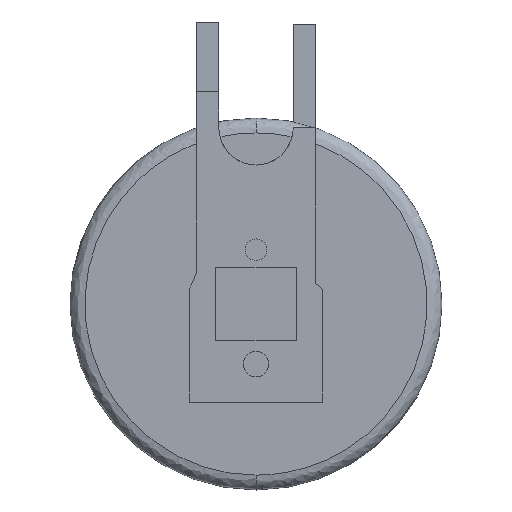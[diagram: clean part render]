
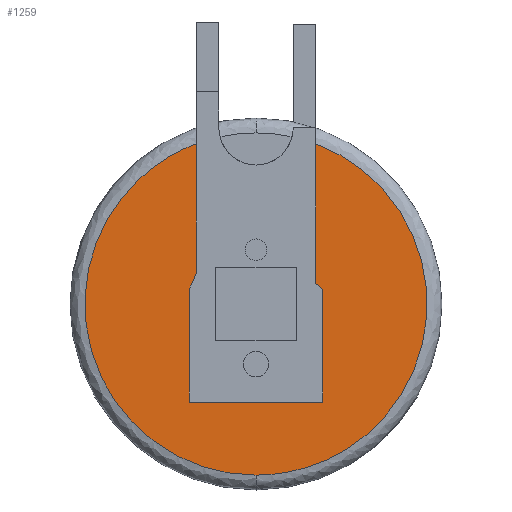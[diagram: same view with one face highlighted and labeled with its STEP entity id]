
A CAD part, front view. The second image highlights one B-rep face of the part: STEP entity #1259.
In plain terms, the highlighted planar face has unit normal (0, -1, 0).
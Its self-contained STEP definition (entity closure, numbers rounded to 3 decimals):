
#62 = ORIENTED_EDGE ( 'NONE', *, *, #2563, .F. ) ;
#64 = VERTEX_POINT ( 'NONE', #924 ) ;
#71 = CARTESIAN_POINT ( 'NONE',  ( -2., 0., 0. ) ) ;
#150 = LINE ( 'NONE', #162, #409 ) ;
#162 = CARTESIAN_POINT ( 'NONE',  ( 2.25, 0., 0.5 ) ) ;
#170 = CARTESIAN_POINT ( 'NONE',  ( -2.25, 0., 0. ) ) ;
#192 = DIRECTION ( 'NONE',  ( 1., 0., 0. ) ) ;
#199 = DIRECTION ( 'NONE',  ( 0., 0., 1. ) ) ;
#219 = EDGE_CURVE ( 'NONE', #2602, #2022, #578, .T. ) ;
#314 = VECTOR ( 'NONE', #499, 1000. ) ;
#341 = FACE_OUTER_BOUND ( 'NONE', #2480, .T. ) ;
#375 = CARTESIAN_POINT ( 'NONE',  ( 0., 0., -5.75 ) ) ;
#385 = LINE ( 'NONE', #170, #1505 ) ;
#409 = VECTOR ( 'NONE', #1141, 1000. ) ;
#411 = LINE ( 'NONE', #2012, #1128 ) ;
#499 = DIRECTION ( 'NONE',  ( -0.423, 0., -0.906 ) ) ;
#525 = EDGE_CURVE ( 'NONE', #1596, #2602, #2170, .T. ) ;
#578 =( BOUNDED_CURVE ( )  B_SPLINE_CURVE ( 3, ( #375, #955, #1756, #1957 ),
 .UNSPECIFIED., .F., .T. ) 
 B_SPLINE_CURVE_WITH_KNOTS ( ( 4, 4 ),
 ( 0.5, 1. ),
 .UNSPECIFIED. ) 
 CURVE ( )  GEOMETRIC_REPRESENTATION_ITEM ( )  RATIONAL_B_SPLINE_CURVE ( ( 1., 0.451, 0.451, 1. ) ) 
 REPRESENTATION_ITEM ( '' )  );
#591 = CARTESIAN_POINT ( 'NONE',  ( -2.25, 0., 0.5 ) ) ;
#601 = ORIENTED_EDGE ( 'NONE', *, *, #1127, .F. ) ;
#674 = ORIENTED_EDGE ( 'NONE', *, *, #1498, .F. ) ;
#701 = VECTOR ( 'NONE', #192, 1000. ) ;
#729 = CARTESIAN_POINT ( 'NONE',  ( 2.25, 0., 0.5 ) ) ;
#764 = CARTESIAN_POINT ( 'NONE',  ( 2., 0., 0.7 ) ) ;
#771 = ORIENTED_EDGE ( 'NONE', *, *, #1762, .F. ) ;
#815 = CARTESIAN_POINT ( 'NONE',  ( 0., 0., -5.75 ) ) ;
#866 = AXIS2_PLACEMENT_3D ( 'NONE', #1176, #2521, #1537 ) ;
#881 = CARTESIAN_POINT ( 'NONE',  ( -2.25, 0., -3.295 ) ) ;
#892 = LINE ( 'NONE', #71, #1664 ) ;
#924 = CARTESIAN_POINT ( 'NONE',  ( -2., 0., 1.036 ) ) ;
#935 = PLANE ( 'NONE',  #866 ) ;
#936 = VERTEX_POINT ( 'NONE', #2519 ) ;
#948 = VERTEX_POINT ( 'NONE', #729 ) ;
#955 = CARTESIAN_POINT ( 'NONE',  ( -8.364, 0., -5.75 ) ) ;
#1081 = CARTESIAN_POINT ( 'NONE',  ( 2., 0., 5.391 ) ) ;
#1085 = VECTOR ( 'NONE', #2437, 1000. ) ;
#1127 = EDGE_CURVE ( 'NONE', #1233, #2179, #385, .T. ) ;
#1128 = VECTOR ( 'NONE', #199, 1000. ) ;
#1141 = DIRECTION ( 'NONE',  ( -0.78, 0., 0.625 ) ) ;
#1176 = CARTESIAN_POINT ( 'NONE',  ( 0., 0., 0. ) ) ;
#1197 = ORIENTED_EDGE ( 'NONE', *, *, #2273, .F. ) ;
#1233 = VERTEX_POINT ( 'NONE', #591 ) ;
#1247 = VERTEX_POINT ( 'NONE', #764 ) ;
#1259 = ADVANCED_FACE ( 'NONE', ( #341 ), #935, .F. ) ;
#1272 = LINE ( 'NONE', #2261, #1085 ) ;
#1335 = EDGE_CURVE ( 'NONE', #2179, #936, #2230, .T. ) ;
#1432 = CARTESIAN_POINT ( 'NONE',  ( 0., 0., -3.295 ) ) ;
#1498 = EDGE_CURVE ( 'NONE', #2022, #64, #892, .T. ) ;
#1505 = VECTOR ( 'NONE', #1970, 1000. ) ;
#1506 = CARTESIAN_POINT ( 'NONE',  ( 8.364, 0., -5.75 ) ) ;
#1537 = DIRECTION ( 'NONE',  ( 0., 0., 1. ) ) ;
#1578 = EDGE_CURVE ( 'NONE', #948, #1247, #150, .T. ) ;
#1596 = VERTEX_POINT ( 'NONE', #2132 ) ;
#1664 = VECTOR ( 'NONE', #1682, 1000. ) ;
#1682 = DIRECTION ( 'NONE',  ( 0., 0., -1. ) ) ;
#1707 = CARTESIAN_POINT ( 'NONE',  ( -2., 0., 1.036 ) ) ;
#1756 = CARTESIAN_POINT ( 'NONE',  ( -9.841, 0., 2.482 ) ) ;
#1762 = EDGE_CURVE ( 'NONE', #1247, #1596, #1272, .T. ) ;
#1888 = ORIENTED_EDGE ( 'NONE', *, *, #1335, .F. ) ;
#1957 = CARTESIAN_POINT ( 'NONE',  ( -2., 0., 5.391 ) ) ;
#1970 = DIRECTION ( 'NONE',  ( 0., 0., -1. ) ) ;
#2012 = CARTESIAN_POINT ( 'NONE',  ( 2.25, 0., 0. ) ) ;
#2022 = VERTEX_POINT ( 'NONE', #2138 ) ;
#2062 = LINE ( 'NONE', #1707, #314 ) ;
#2132 = CARTESIAN_POINT ( 'NONE',  ( 2., 0., 5.391 ) ) ;
#2138 = CARTESIAN_POINT ( 'NONE',  ( -2., 0., 5.391 ) ) ;
#2170 =( BOUNDED_CURVE ( )  B_SPLINE_CURVE ( 3, ( #1081, #2321, #1506, #2472 ),
 .UNSPECIFIED., .F., .T. ) 
 B_SPLINE_CURVE_WITH_KNOTS ( ( 4, 4 ),
 ( 0., 0.5 ),
 .UNSPECIFIED. ) 
 CURVE ( )  GEOMETRIC_REPRESENTATION_ITEM ( )  RATIONAL_B_SPLINE_CURVE ( ( 1., 0.451, 0.451, 1. ) ) 
 REPRESENTATION_ITEM ( '' )  );
#2179 = VERTEX_POINT ( 'NONE', #881 ) ;
#2230 = LINE ( 'NONE', #1432, #701 ) ;
#2261 = CARTESIAN_POINT ( 'NONE',  ( 2., 0., 0. ) ) ;
#2273 = EDGE_CURVE ( 'NONE', #64, #1233, #2062, .T. ) ;
#2294 = ORIENTED_EDGE ( 'NONE', *, *, #219, .F. ) ;
#2321 = CARTESIAN_POINT ( 'NONE',  ( 9.841, 0., 2.482 ) ) ;
#2400 = ORIENTED_EDGE ( 'NONE', *, *, #525, .F. ) ;
#2434 = ORIENTED_EDGE ( 'NONE', *, *, #1578, .F. ) ;
#2437 = DIRECTION ( 'NONE',  ( 0., 0., 1. ) ) ;
#2472 = CARTESIAN_POINT ( 'NONE',  ( 0., 0., -5.75 ) ) ;
#2480 = EDGE_LOOP ( 'NONE', ( #2400, #771, #2434, #62, #1888, #601, #1197, #674, #2294 ) ) ;
#2519 = CARTESIAN_POINT ( 'NONE',  ( 2.25, 0., -3.295 ) ) ;
#2521 = DIRECTION ( 'NONE',  ( 0., 1., 0. ) ) ;
#2563 = EDGE_CURVE ( 'NONE', #936, #948, #411, .T. ) ;
#2602 = VERTEX_POINT ( 'NONE', #815 ) ;
